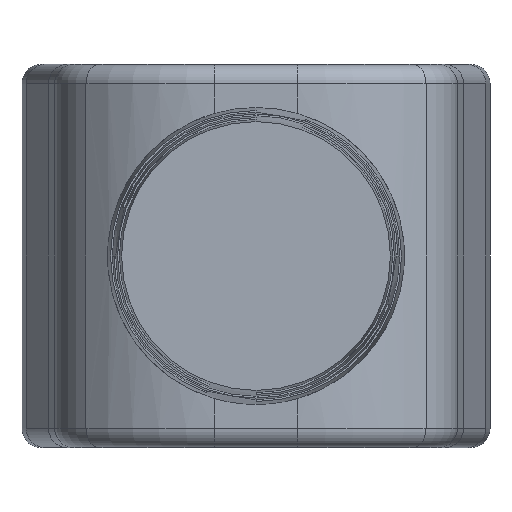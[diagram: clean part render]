
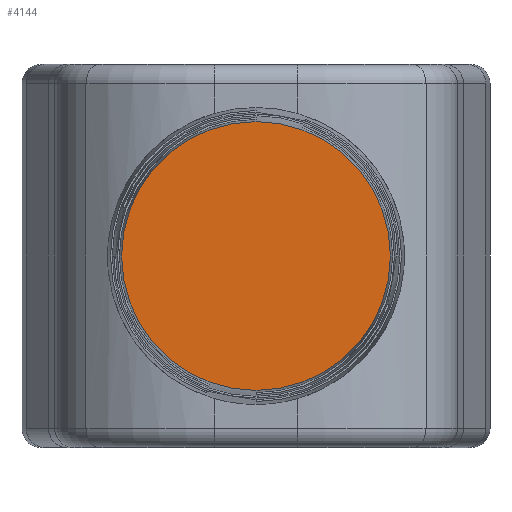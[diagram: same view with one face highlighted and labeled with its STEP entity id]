
A CAD part, front view. The second image highlights one B-rep face of the part: STEP entity #4144.
In plain terms, the highlighted planar face has unit normal (0, -1, 0).
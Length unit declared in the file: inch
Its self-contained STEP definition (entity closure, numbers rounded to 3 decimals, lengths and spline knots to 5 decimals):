
#128=PLANE('',#4518);
#382=FACE_OUTER_BOUND('',#631,.T.);
#631=EDGE_LOOP('',(#3257));
#1606=CIRCLE('',#4351,0.14033);
#1809=VERTEX_POINT('',#6142);
#2200=EDGE_CURVE('',#1809,#1809,#1606,.T.);
#3257=ORIENTED_EDGE('',*,*,#2200,.T.);
#4144=ADVANCED_FACE('',(#382),#128,.T.);
#4351=AXIS2_PLACEMENT_3D('',#6143,#4853,#4854);
#4518=AXIS2_PLACEMENT_3D('',#6622,#5318,#5319);
#4853=DIRECTION('center_axis',(0.,-1.,0.));
#4854=DIRECTION('ref_axis',(0.,0.,-1.));
#5318=DIRECTION('center_axis',(0.,-1.,0.));
#5319=DIRECTION('ref_axis',(0.,0.,-1.));
#6142=CARTESIAN_POINT('',(0.,-0.28,0.05967));
#6143=CARTESIAN_POINT('Origin',(0.,-0.28,0.2));
#6622=CARTESIAN_POINT('Origin',(0.,-0.28,0.2));
